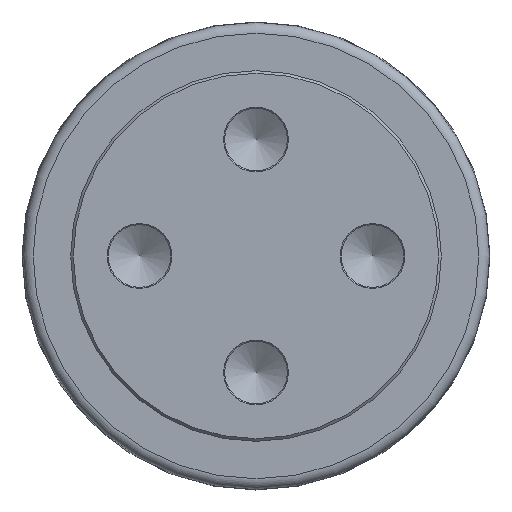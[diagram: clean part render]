
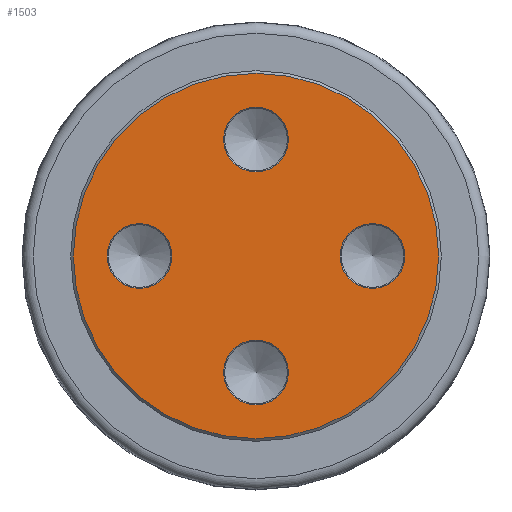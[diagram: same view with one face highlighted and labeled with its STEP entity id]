
A CAD part, left-side view. The second image highlights one B-rep face of the part: STEP entity #1503.
In plain terms, the highlighted planar face has unit normal (-1, 0, 0).
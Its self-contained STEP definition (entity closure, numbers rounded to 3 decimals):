
#79=FACE_BOUND('',#330,.T.);
#80=FACE_BOUND('',#331,.T.);
#81=FACE_BOUND('',#332,.T.);
#82=FACE_BOUND('',#333,.T.);
#150=CIRCLE('',#1673,6.118);
#153=CIRCLE('',#1677,34.5);
#154=CIRCLE('',#1678,6.118);
#155=CIRCLE('',#1679,6.118);
#156=CIRCLE('',#1680,6.118);
#239=FACE_OUTER_BOUND('',#329,.T.);
#329=EDGE_LOOP('',(#1272));
#330=EDGE_LOOP('',(#1273));
#331=EDGE_LOOP('',(#1274));
#332=EDGE_LOOP('',(#1275));
#333=EDGE_LOOP('',(#1276));
#694=VERTEX_POINT('',#2641);
#697=VERTEX_POINT('',#2649);
#698=VERTEX_POINT('',#2651);
#699=VERTEX_POINT('',#2653);
#700=VERTEX_POINT('',#2655);
#896=EDGE_CURVE('',#694,#694,#150,.T.);
#900=EDGE_CURVE('',#697,#697,#153,.T.);
#901=EDGE_CURVE('',#698,#698,#154,.T.);
#902=EDGE_CURVE('',#699,#699,#155,.T.);
#903=EDGE_CURVE('',#700,#700,#156,.T.);
#1272=ORIENTED_EDGE('',*,*,#900,.F.);
#1273=ORIENTED_EDGE('',*,*,#901,.F.);
#1274=ORIENTED_EDGE('',*,*,#902,.F.);
#1275=ORIENTED_EDGE('',*,*,#903,.F.);
#1276=ORIENTED_EDGE('',*,*,#896,.F.);
#1436=PLANE('',#1676);
#1503=ADVANCED_FACE('',(#239,#79,#80,#81,#82),#1436,.T.);
#1673=AXIS2_PLACEMENT_3D('',#2642,#2057,#2058);
#1676=AXIS2_PLACEMENT_3D('',#2648,#2064,#2065);
#1677=AXIS2_PLACEMENT_3D('',#2650,#2066,#2067);
#1678=AXIS2_PLACEMENT_3D('',#2652,#2068,#2069);
#1679=AXIS2_PLACEMENT_3D('',#2654,#2070,#2071);
#1680=AXIS2_PLACEMENT_3D('',#2656,#2072,#2073);
#2057=DIRECTION('center_axis',(-1.,0.,0.));
#2058=DIRECTION('ref_axis',(0.,0.,1.));
#2064=DIRECTION('center_axis',(-1.,0.,0.));
#2065=DIRECTION('ref_axis',(0.,0.,-1.));
#2066=DIRECTION('center_axis',(1.,0.,0.));
#2067=DIRECTION('ref_axis',(0.,1.,0.));
#2068=DIRECTION('center_axis',(-1.,0.,0.));
#2069=DIRECTION('ref_axis',(0.,0.,1.));
#2070=DIRECTION('center_axis',(-1.,0.,0.));
#2071=DIRECTION('ref_axis',(0.,0.,1.));
#2072=DIRECTION('center_axis',(-1.,0.,0.));
#2073=DIRECTION('ref_axis',(0.,0.,1.));
#2641=CARTESIAN_POINT('',(0.,0.,-28.118));
#2642=CARTESIAN_POINT('Origin',(0.,0.,-22.));
#2648=CARTESIAN_POINT('Origin',(0.,-17.5,0.));
#2649=CARTESIAN_POINT('',(0.,-34.5,0.));
#2650=CARTESIAN_POINT('Origin',(0.,0.,0.));
#2651=CARTESIAN_POINT('',(0.,22.,-6.118));
#2652=CARTESIAN_POINT('Origin',(0.,22.,0.));
#2653=CARTESIAN_POINT('',(0.,-22.,-6.118));
#2654=CARTESIAN_POINT('Origin',(0.,-22.,0.));
#2655=CARTESIAN_POINT('',(0.,0.,15.883));
#2656=CARTESIAN_POINT('Origin',(0.,0.,22.));
